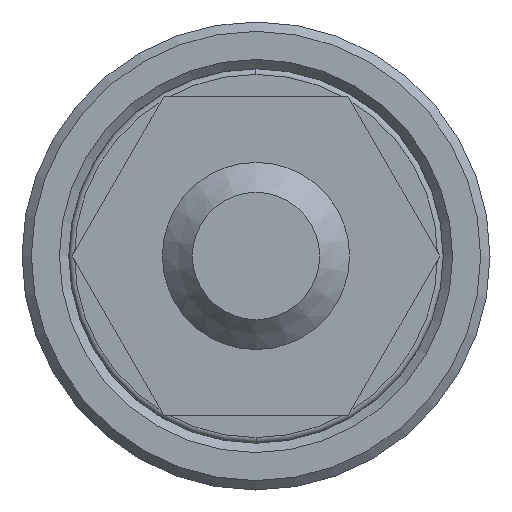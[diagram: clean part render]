
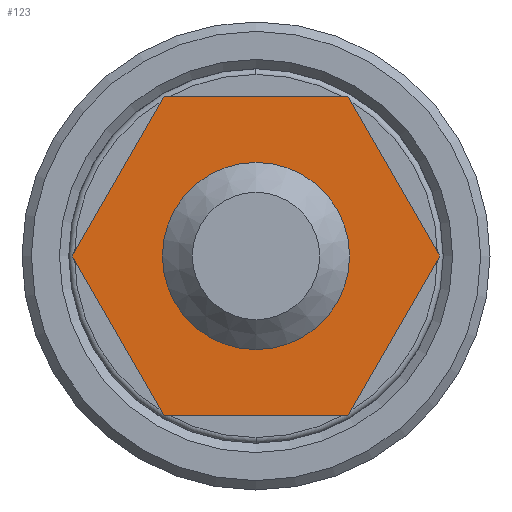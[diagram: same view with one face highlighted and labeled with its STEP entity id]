
A CAD part, front view. The second image highlights one B-rep face of the part: STEP entity #123.
In plain terms, the highlighted planar face has unit normal (0, -1, 0).
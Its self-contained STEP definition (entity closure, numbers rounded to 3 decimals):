
#20 = LINE ( 'NONE', #954, #483 ) ;
#23 = LINE ( 'NONE', #117, #177 ) ;
#39 = DIRECTION ( 'NONE',  ( 1., 0., 0. ) ) ;
#60 = ORIENTED_EDGE ( 'NONE', *, *, #453, .T. ) ;
#94 = ORIENTED_EDGE ( 'NONE', *, *, #930, .T. ) ;
#117 = CARTESIAN_POINT ( 'NONE',  ( -4.907, 20., -8.5 ) ) ;
#123 = ADVANCED_FACE ( 'NONE', ( #463, #164 ), #489, .F. ) ;
#164 = FACE_OUTER_BOUND ( 'NONE', #250, .T. ) ;
#177 = VECTOR ( 'NONE', #39, 1000. ) ;
#182 = EDGE_CURVE ( 'NONE', #365, #1045, #598, .T. ) ;
#213 = DIRECTION ( 'NONE',  ( -0.5, 0., 0.866 ) ) ;
#222 = CARTESIAN_POINT ( 'NONE',  ( -9.815, 20., 0. ) ) ;
#250 = EDGE_LOOP ( 'NONE', ( #94, #1209, #60, #846, #386, #359 ) ) ;
#261 = VERTEX_POINT ( 'NONE', #722 ) ;
#303 = EDGE_CURVE ( 'NONE', #643, #365, #20, .T. ) ;
#342 = CARTESIAN_POINT ( 'NONE',  ( 0., 20., 0. ) ) ;
#359 = ORIENTED_EDGE ( 'NONE', *, *, #182, .T. ) ;
#365 = VERTEX_POINT ( 'NONE', #1102 ) ;
#376 = VERTEX_POINT ( 'NONE', #645 ) ;
#386 = ORIENTED_EDGE ( 'NONE', *, *, #303, .T. ) ;
#395 = DIRECTION ( 'NONE',  ( -1., 0., 0. ) ) ;
#404 = VERTEX_POINT ( 'NONE', #1064 ) ;
#415 = CARTESIAN_POINT ( 'NONE',  ( -4.907, 20., 8.5 ) ) ;
#424 = VECTOR ( 'NONE', #771, 1000. ) ;
#453 = EDGE_CURVE ( 'NONE', #566, #376, #1156, .T. ) ;
#463 = FACE_BOUND ( 'NONE', #528, .T. ) ;
#483 = VECTOR ( 'NONE', #395, 1000. ) ;
#489 = PLANE ( 'NONE',  #1142 ) ;
#528 = EDGE_LOOP ( 'NONE', ( #1185 ) ) ;
#531 = DIRECTION ( 'NONE',  ( 0.5, 0., -0.866 ) ) ;
#540 = CIRCLE ( 'NONE', #755, 3.5 ) ;
#566 = VERTEX_POINT ( 'NONE', #998 ) ;
#598 = LINE ( 'NONE', #415, #424 ) ;
#643 = VERTEX_POINT ( 'NONE', #658 ) ;
#645 = CARTESIAN_POINT ( 'NONE',  ( 9.815, 20., 0. ) ) ;
#658 = CARTESIAN_POINT ( 'NONE',  ( 4.907, 20., 8.5 ) ) ;
#722 = CARTESIAN_POINT ( 'NONE',  ( -4.907, 20., -8.5 ) ) ;
#728 = LINE ( 'NONE', #999, #990 ) ;
#732 = DIRECTION ( 'NONE',  ( 0., 0., -1. ) ) ;
#755 = AXIS2_PLACEMENT_3D ( 'NONE', #342, #929, #732 ) ;
#771 = DIRECTION ( 'NONE',  ( -0.5, 0., -0.866 ) ) ;
#790 = CARTESIAN_POINT ( 'NONE',  ( 4.907, 20., -8.5 ) ) ;
#804 = EDGE_CURVE ( 'NONE', #261, #566, #23, .T. ) ;
#846 = ORIENTED_EDGE ( 'NONE', *, *, #1059, .T. ) ;
#887 = DIRECTION ( 'NONE',  ( 0., 0., 1. ) ) ;
#905 = CARTESIAN_POINT ( 'NONE',  ( 9.815, 20., 0. ) ) ;
#929 = DIRECTION ( 'NONE',  ( 0., -1., 0. ) ) ;
#930 = EDGE_CURVE ( 'NONE', #1045, #261, #728, .T. ) ;
#954 = CARTESIAN_POINT ( 'NONE',  ( 4.907, 20., 8.5 ) ) ;
#970 = VECTOR ( 'NONE', #975, 1000. ) ;
#975 = DIRECTION ( 'NONE',  ( 0.5, 0., 0.866 ) ) ;
#983 = CARTESIAN_POINT ( 'NONE',  ( -8.5, 20., 0. ) ) ;
#990 = VECTOR ( 'NONE', #531, 1000. ) ;
#998 = CARTESIAN_POINT ( 'NONE',  ( 4.907, 20., -8.5 ) ) ;
#999 = CARTESIAN_POINT ( 'NONE',  ( -9.815, 20., 0. ) ) ;
#1045 = VERTEX_POINT ( 'NONE', #222 ) ;
#1059 = EDGE_CURVE ( 'NONE', #376, #643, #1069, .T. ) ;
#1064 = CARTESIAN_POINT ( 'NONE',  ( 0., 20., -3.5 ) ) ;
#1069 = LINE ( 'NONE', #905, #1129 ) ;
#1102 = CARTESIAN_POINT ( 'NONE',  ( -4.907, 20., 8.5 ) ) ;
#1129 = VECTOR ( 'NONE', #213, 1000. ) ;
#1139 = EDGE_CURVE ( 'NONE', #404, #404, #540, .T. ) ;
#1142 = AXIS2_PLACEMENT_3D ( 'NONE', #983, #1167, #887 ) ;
#1156 = LINE ( 'NONE', #790, #970 ) ;
#1167 = DIRECTION ( 'NONE',  ( 0., 1., 0. ) ) ;
#1185 = ORIENTED_EDGE ( 'NONE', *, *, #1139, .F. ) ;
#1209 = ORIENTED_EDGE ( 'NONE', *, *, #804, .T. ) ;
